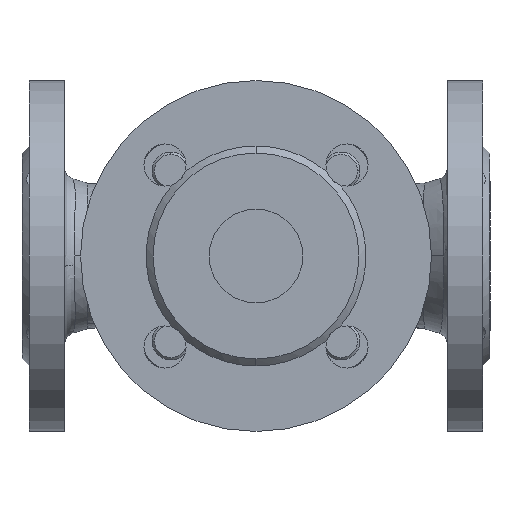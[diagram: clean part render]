
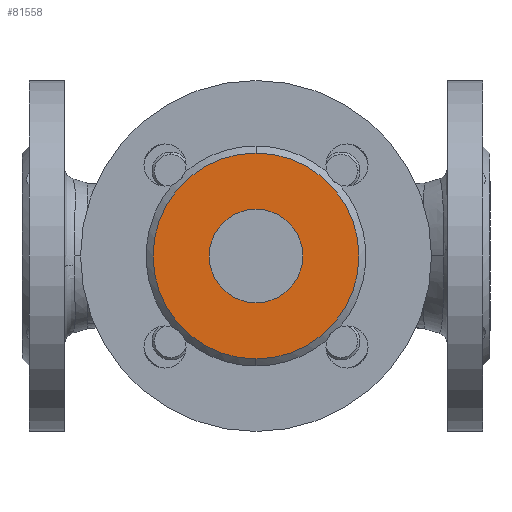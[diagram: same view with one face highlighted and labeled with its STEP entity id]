
A CAD part, front view. The second image highlights one B-rep face of the part: STEP entity #81558.
In plain terms, the highlighted planar face has unit normal (0, -1, 0).
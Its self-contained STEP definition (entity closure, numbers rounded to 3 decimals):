
#738 = DIRECTION ( 'NONE',  ( 0., 0., -1. ) ) ;
#4097 = DIRECTION ( 'NONE',  ( 0., 0., 1. ) ) ;
#7098 = CIRCLE ( 'NONE', #76236, 44. ) ;
#8871 = CIRCLE ( 'NONE', #136967, 44. ) ;
#13837 = AXIS2_PLACEMENT_3D ( 'NONE', #50446, #73839, #4097 ) ;
#22942 = VERTEX_POINT ( 'NONE', #50225 ) ;
#24491 = CIRCLE ( 'NONE', #145628, 20. ) ;
#42958 = ORIENTED_EDGE ( 'NONE', *, *, #108523, .F. ) ;
#45572 = DIRECTION ( 'NONE',  ( 0., 1., 0. ) ) ;
#46487 = VERTEX_POINT ( 'NONE', #84306 ) ;
#50225 = CARTESIAN_POINT ( 'NONE',  ( 0., -148., 44. ) ) ;
#50446 = CARTESIAN_POINT ( 'NONE',  ( 20., -148., 0. ) ) ;
#52384 = AXIS2_PLACEMENT_3D ( 'NONE', #123843, #54223, #135535 ) ;
#52844 = DIRECTION ( 'NONE',  ( 0., 1., 0. ) ) ;
#53320 = FACE_OUTER_BOUND ( 'NONE', #73631, .T. ) ;
#53662 = ORIENTED_EDGE ( 'NONE', *, *, #122538, .F. ) ;
#54223 = DIRECTION ( 'NONE',  ( 0., -1., 0. ) ) ;
#54310 = EDGE_LOOP ( 'NONE', ( #42958, #62707 ) ) ;
#62707 = ORIENTED_EDGE ( 'NONE', *, *, #98134, .F. ) ;
#67333 = CARTESIAN_POINT ( 'NONE',  ( 0., -148., -20. ) ) ;
#70492 = DIRECTION ( 'NONE',  ( 0., -1., 0. ) ) ;
#73631 = EDGE_LOOP ( 'NONE', ( #79482, #53662 ) ) ;
#73839 = DIRECTION ( 'NONE',  ( 0., 1., 0. ) ) ;
#74820 = VERTEX_POINT ( 'NONE', #113973 ) ;
#76236 = AXIS2_PLACEMENT_3D ( 'NONE', #122476, #52844, #134162 ) ;
#79482 = ORIENTED_EDGE ( 'NONE', *, *, #143127, .F. ) ;
#80386 = VERTEX_POINT ( 'NONE', #67333 ) ;
#81558 = ADVANCED_FACE ( 'NONE', ( #84282, #53320 ), #108396, .F. ) ;
#84282 = FACE_BOUND ( 'NONE', #54310, .T. ) ;
#84306 = CARTESIAN_POINT ( 'NONE',  ( 0., -148., -44. ) ) ;
#93256 = CIRCLE ( 'NONE', #52384, 20. ) ;
#98134 = EDGE_CURVE ( 'NONE', #74820, #80386, #24491, .T. ) ;
#108396 = PLANE ( 'NONE',  #13837 ) ;
#108523 = EDGE_CURVE ( 'NONE', #80386, #74820, #93256, .T. ) ;
#113973 = CARTESIAN_POINT ( 'NONE',  ( 0., -148., 20. ) ) ;
#115201 = CARTESIAN_POINT ( 'NONE',  ( 0., -148., 0. ) ) ;
#122476 = CARTESIAN_POINT ( 'NONE',  ( 0., -148., 0. ) ) ;
#122538 = EDGE_CURVE ( 'NONE', #46487, #22942, #7098, .T. ) ;
#123843 = CARTESIAN_POINT ( 'NONE',  ( 0., -148., 0. ) ) ;
#126919 = DIRECTION ( 'NONE',  ( 0., 0., 1. ) ) ;
#134162 = DIRECTION ( 'NONE',  ( 0., 0., 1. ) ) ;
#135535 = DIRECTION ( 'NONE',  ( 0., 0., -1. ) ) ;
#136967 = AXIS2_PLACEMENT_3D ( 'NONE', #115201, #45572, #126919 ) ;
#140079 = CARTESIAN_POINT ( 'NONE',  ( 0., -148., 0. ) ) ;
#143127 = EDGE_CURVE ( 'NONE', #22942, #46487, #8871, .T. ) ;
#145628 = AXIS2_PLACEMENT_3D ( 'NONE', #140079, #70492, #738 ) ;
